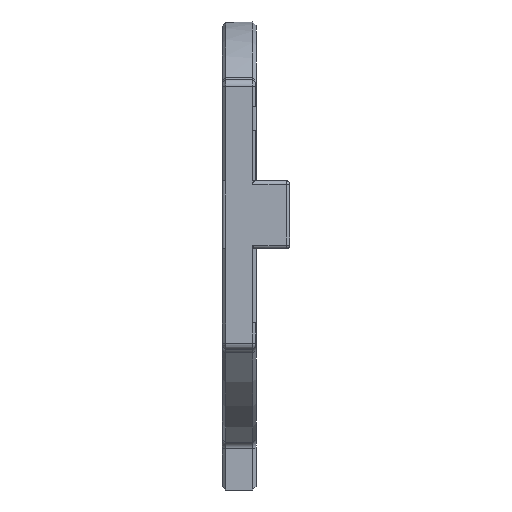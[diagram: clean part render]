
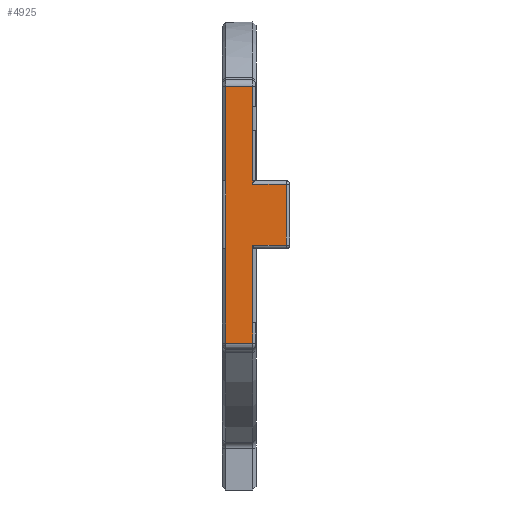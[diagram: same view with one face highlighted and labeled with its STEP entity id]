
A CAD part, left-side view. The second image highlights one B-rep face of the part: STEP entity #4925.
In plain terms, the highlighted planar face has unit normal (-1, 0, 0).
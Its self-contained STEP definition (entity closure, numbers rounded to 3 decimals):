
#9 = CARTESIAN_POINT ( 'NONE',  ( -90., 0.5, -4.5 ) ) ;
#32 = VECTOR ( 'NONE', #1860, 1000. ) ;
#59 = EDGE_LOOP ( 'NONE', ( #2115, #3883, #5239, #141, #3382, #2040, #2702, #1167, #4528, #1297, #2062, #5265, #4532, #1398 ) ) ;
#113 = VECTOR ( 'NONE', #5132, 1000. ) ;
#141 = ORIENTED_EDGE ( 'NONE', *, *, #4010, .T. ) ;
#151 = PLANE ( 'NONE',  #4431 ) ;
#158 = VERTEX_POINT ( 'NONE', #3620 ) ;
#278 = LINE ( 'NONE', #3911, #472 ) ;
#380 = EDGE_CURVE ( 'NONE', #4363, #1189, #4633, .T. ) ;
#423 = VERTEX_POINT ( 'NONE', #4190 ) ;
#472 = VECTOR ( 'NONE', #3936, 1000. ) ;
#494 = CARTESIAN_POINT ( 'NONE',  ( -90., 0.5, 5. ) ) ;
#510 = CARTESIAN_POINT ( 'NONE',  ( -90., 0.5, 16. ) ) ;
#555 = CARTESIAN_POINT ( 'NONE',  ( -90., 0.5, 19. ) ) ;
#636 = CARTESIAN_POINT ( 'NONE',  ( -90., 0.5, 19. ) ) ;
#679 = CARTESIAN_POINT ( 'NONE',  ( -90., 4.5, 19. ) ) ;
#709 = LINE ( 'NONE', #1569, #1328 ) ;
#717 = DIRECTION ( 'NONE',  ( 0., -1., 0. ) ) ;
#823 = DIRECTION ( 'NONE',  ( 0., 0., 1. ) ) ;
#829 = DIRECTION ( 'NONE',  ( 0., 0., -1. ) ) ;
#835 = EDGE_CURVE ( 'NONE', #158, #3096, #278, .T. ) ;
#850 = DIRECTION ( 'NONE',  ( 0., 0., 1. ) ) ;
#888 = VECTOR ( 'NONE', #2220, 1000. ) ;
#1023 = EDGE_CURVE ( 'NONE', #3096, #423, #709, .T. ) ;
#1034 = LINE ( 'NONE', #3437, #888 ) ;
#1081 = LINE ( 'NONE', #636, #3817 ) ;
#1095 = CARTESIAN_POINT ( 'NONE',  ( -90., -4.5, -4.5 ) ) ;
#1167 = ORIENTED_EDGE ( 'NONE', *, *, #1400, .T. ) ;
#1189 = VERTEX_POINT ( 'NONE', #1656 ) ;
#1253 = LINE ( 'NONE', #2955, #113 ) ;
#1280 = FACE_OUTER_BOUND ( 'NONE', #59, .T. ) ;
#1297 = ORIENTED_EDGE ( 'NONE', *, *, #380, .T. ) ;
#1326 = EDGE_CURVE ( 'NONE', #4751, #1840, #1081, .T. ) ;
#1328 = VECTOR ( 'NONE', #5217, 1000. ) ;
#1378 = LINE ( 'NONE', #555, #2445 ) ;
#1387 = CARTESIAN_POINT ( 'NONE',  ( -90., 4.5, 0. ) ) ;
#1398 = ORIENTED_EDGE ( 'NONE', *, *, #835, .T. ) ;
#1400 = EDGE_CURVE ( 'NONE', #1840, #3539, #2432, .T. ) ;
#1468 = LINE ( 'NONE', #4821, #4831 ) ;
#1569 = CARTESIAN_POINT ( 'NONE',  ( -90., 4.5, 0. ) ) ;
#1641 = EDGE_CURVE ( 'NONE', #1189, #5149, #1378, .T. ) ;
#1642 = CARTESIAN_POINT ( 'NONE',  ( -90., 0.5, 5. ) ) ;
#1656 = CARTESIAN_POINT ( 'NONE',  ( -90., 0.5, 4.5 ) ) ;
#1658 = VECTOR ( 'NONE', #717, 1000. ) ;
#1692 = VECTOR ( 'NONE', #2852, 1000. ) ;
#1705 = CARTESIAN_POINT ( 'NONE',  ( -90., -4.5, 5. ) ) ;
#1789 = CARTESIAN_POINT ( 'NONE',  ( -90., 5., 4.5 ) ) ;
#1840 = VERTEX_POINT ( 'NONE', #9 ) ;
#1849 = DIRECTION ( 'NONE',  ( 0., 0., 1. ) ) ;
#1860 = DIRECTION ( 'NONE',  ( 0., 1., 0. ) ) ;
#1865 = EDGE_CURVE ( 'NONE', #423, #2433, #1253, .T. ) ;
#2040 = ORIENTED_EDGE ( 'NONE', *, *, #2626, .F. ) ;
#2062 = ORIENTED_EDGE ( 'NONE', *, *, #1641, .T. ) ;
#2074 = CARTESIAN_POINT ( 'NONE',  ( -90., 5., -19. ) ) ;
#2093 = CARTESIAN_POINT ( 'NONE',  ( -90., 0.5, -5. ) ) ;
#2115 = ORIENTED_EDGE ( 'NONE', *, *, #1023, .T. ) ;
#2220 = DIRECTION ( 'NONE',  ( 0., 0., 1. ) ) ;
#2432 = LINE ( 'NONE', #5242, #1658 ) ;
#2433 = VERTEX_POINT ( 'NONE', #4636 ) ;
#2441 = CARTESIAN_POINT ( 'NONE',  ( -90., 4.5, -19. ) ) ;
#2445 = VECTOR ( 'NONE', #1849, 1000. ) ;
#2471 = EDGE_CURVE ( 'NONE', #3769, #158, #1034, .T. ) ;
#2556 = CARTESIAN_POINT ( 'NONE',  ( -90., 0.5, -16. ) ) ;
#2582 = LINE ( 'NONE', #1387, #3581 ) ;
#2626 = EDGE_CURVE ( 'NONE', #4751, #5185, #1468, .T. ) ;
#2702 = ORIENTED_EDGE ( 'NONE', *, *, #1326, .T. ) ;
#2823 = VERTEX_POINT ( 'NONE', #5281 ) ;
#2827 = EDGE_CURVE ( 'NONE', #3769, #5149, #5308, .T. ) ;
#2852 = DIRECTION ( 'NONE',  ( 0., -1., 0. ) ) ;
#2893 = VECTOR ( 'NONE', #850, 1000. ) ;
#2955 = CARTESIAN_POINT ( 'NONE',  ( -90., 4.5, 0. ) ) ;
#3096 = VERTEX_POINT ( 'NONE', #679 ) ;
#3298 = LINE ( 'NONE', #1705, #4926 ) ;
#3382 = ORIENTED_EDGE ( 'NONE', *, *, #3705, .T. ) ;
#3437 = CARTESIAN_POINT ( 'NONE',  ( -90., 0.5, 19. ) ) ;
#3539 = VERTEX_POINT ( 'NONE', #1095 ) ;
#3581 = VECTOR ( 'NONE', #4189, 1000. ) ;
#3620 = CARTESIAN_POINT ( 'NONE',  ( -90., 0.5, 19. ) ) ;
#3626 = VERTEX_POINT ( 'NONE', #2441 ) ;
#3642 = EDGE_CURVE ( 'NONE', #3539, #4363, #3298, .T. ) ;
#3705 = EDGE_CURVE ( 'NONE', #2823, #5185, #4535, .T. ) ;
#3761 = EDGE_CURVE ( 'NONE', #2433, #3626, #2582, .T. ) ;
#3769 = VERTEX_POINT ( 'NONE', #510 ) ;
#3777 = DIRECTION ( 'NONE',  ( -1., 0., 0. ) ) ;
#3817 = VECTOR ( 'NONE', #823, 1000. ) ;
#3825 = DIRECTION ( 'NONE',  ( 0., 0., 1. ) ) ;
#3883 = ORIENTED_EDGE ( 'NONE', *, *, #1865, .T. ) ;
#3911 = CARTESIAN_POINT ( 'NONE',  ( -90., 5., 19. ) ) ;
#3936 = DIRECTION ( 'NONE',  ( 0., 1., 0. ) ) ;
#4010 = EDGE_CURVE ( 'NONE', #3626, #2823, #4872, .T. ) ;
#4129 = CARTESIAN_POINT ( 'NONE',  ( -90., 0.5, 19. ) ) ;
#4189 = DIRECTION ( 'NONE',  ( 0., 0., -1. ) ) ;
#4190 = CARTESIAN_POINT ( 'NONE',  ( -90., 4.5, 5. ) ) ;
#4363 = VERTEX_POINT ( 'NONE', #4874 ) ;
#4431 = AXIS2_PLACEMENT_3D ( 'NONE', #4602, #3777, #3825 ) ;
#4432 = DIRECTION ( 'NONE',  ( 0., 0., 1. ) ) ;
#4452 = DIRECTION ( 'NONE',  ( 0., 0., -1. ) ) ;
#4528 = ORIENTED_EDGE ( 'NONE', *, *, #3642, .T. ) ;
#4532 = ORIENTED_EDGE ( 'NONE', *, *, #2471, .T. ) ;
#4535 = LINE ( 'NONE', #4129, #2893 ) ;
#4602 = CARTESIAN_POINT ( 'NONE',  ( -90., 5., 0. ) ) ;
#4633 = LINE ( 'NONE', #1789, #32 ) ;
#4636 = CARTESIAN_POINT ( 'NONE',  ( -90., 4.5, -5. ) ) ;
#4751 = VERTEX_POINT ( 'NONE', #2093 ) ;
#4821 = CARTESIAN_POINT ( 'NONE',  ( -90., 0.5, -5. ) ) ;
#4831 = VECTOR ( 'NONE', #4452, 1000. ) ;
#4872 = LINE ( 'NONE', #2074, #1692 ) ;
#4874 = CARTESIAN_POINT ( 'NONE',  ( -90., -4.5, 4.5 ) ) ;
#4925 = ADVANCED_FACE ( 'NONE', ( #1280 ), #151, .T. ) ;
#4926 = VECTOR ( 'NONE', #4432, 1000. ) ;
#5132 = DIRECTION ( 'NONE',  ( 0., 0., -1. ) ) ;
#5149 = VERTEX_POINT ( 'NONE', #494 ) ;
#5175 = VECTOR ( 'NONE', #829, 1000. ) ;
#5185 = VERTEX_POINT ( 'NONE', #2556 ) ;
#5217 = DIRECTION ( 'NONE',  ( 0., 0., -1. ) ) ;
#5239 = ORIENTED_EDGE ( 'NONE', *, *, #3761, .T. ) ;
#5242 = CARTESIAN_POINT ( 'NONE',  ( -90., 5., -4.5 ) ) ;
#5265 = ORIENTED_EDGE ( 'NONE', *, *, #2827, .F. ) ;
#5281 = CARTESIAN_POINT ( 'NONE',  ( -90., 0.5, -19. ) ) ;
#5308 = LINE ( 'NONE', #1642, #5175 ) ;
